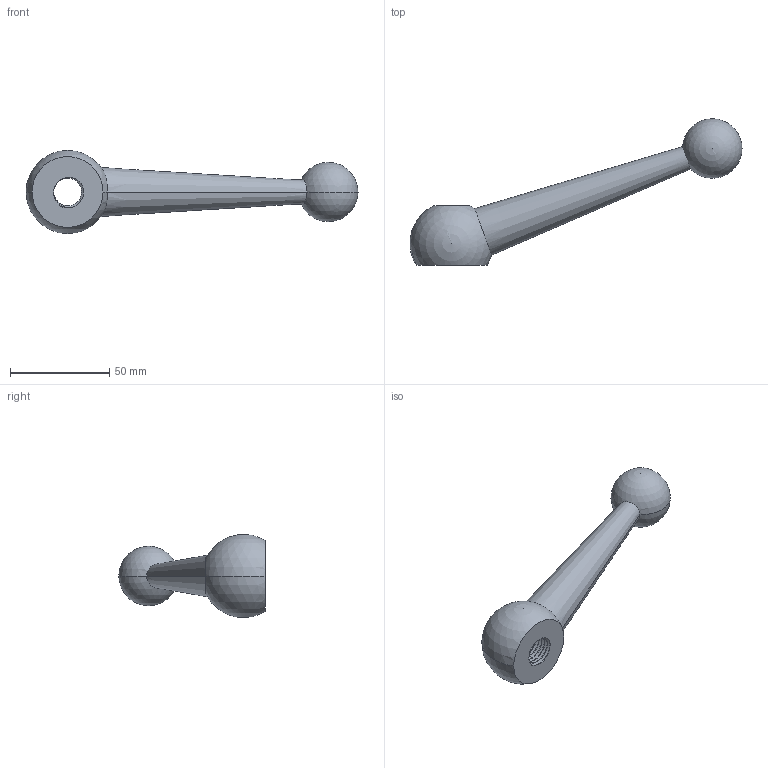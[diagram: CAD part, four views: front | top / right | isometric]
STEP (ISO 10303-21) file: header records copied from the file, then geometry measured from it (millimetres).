
FILE_DESCRIPTION (( 'STEP AP214' ), '1' );
FILE_NAME ('Handle Lock.STEP', '2025-02-16T17:22:12', ( '' ), ( '' ), 'SwSTEP 2.0', 'SolidWorks 2024', '' );
FILE_SCHEMA (( 'AUTOMOTIVE_DESIGN' ));
Length unit declared in the file: millimetre
Products named in the file (1): Handle Lock
Bounding box: 167.55 x 73.88 x 42 mm (x, y, z)
Volume: 71144.7 mm3; surface area: 15707.7 mm2
Topology: 1 solids, 1 shells, 42 faces, 129 edges, 85 vertices
Faces by surface type: cylinder 31, sphere 4, bspline 3, cone 2, plane 2
Entity records: 5027 total; most frequent: CARTESIAN_POINT 4113, ORIENTED_EDGE 236, DIRECTION 144, EDGE_CURVE 118, VERTEX_POINT 78, AXIS2_PLACEMENT_3D 56, EDGE_LOOP 44, FACE_OUTER_BOUND 42
